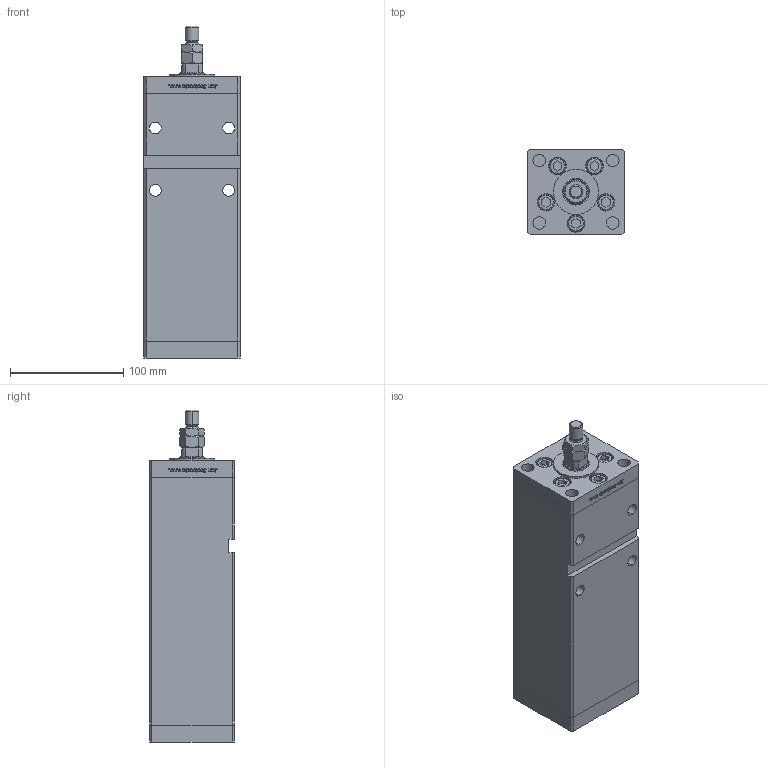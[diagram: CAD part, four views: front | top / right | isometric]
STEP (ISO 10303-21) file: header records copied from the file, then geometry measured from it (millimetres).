
FILE_DESCRIPTION (( 'STEP AP203' ), '1' );
FILE_NAME ('d0d6.STEP', '2022-04-14T22:15:17', ( '' ), ( '' ), 'SwSTEP 2.0', 'SolidWorks 2019', '' );
FILE_SCHEMA (( 'CONFIG_CONTROL_DESIGN' ));
Length unit declared in the file: millimetre
Products named in the file (7): V220C_VC_E c96a46d18ece5d560bc6d53405ea15a1; V220C_FRONT_E c96a46d18ece5d560bc6d53405ea15a1; MTA c96a46d18ece5d560bc6d53405ea15a1; ALLEN BOLT c96a46d18ece5d560bc6d53405ea15a1; V220C_E MIDDLE c96a46d18ece5d560bc6d53405ea15a1; V220C BACK_E c96a46d18ece5d560bc6d53405ea15a1; d0d6
Assembly tree (15 placements, depth 2):
  d0d6
    V220C BACK_E c96a46d18ece5d560bc6d53405ea15a1
    V220C_E MIDDLE c96a46d18ece5d560bc6d53405ea15a1
    V220C_FRONT_E c96a46d18ece5d560bc6d53405ea15a1
    ALLEN BOLT c96a46d18ece5d560bc6d53405ea15a1  x10
    V220C_VC_E c96a46d18ece5d560bc6d53405ea15a1
    MTA c96a46d18ece5d560bc6d53405ea15a1
Bounding box: 85 x 75 x 293 mm (x, y, z)
Volume: 1348245.4 mm3; surface area: 211519.1 mm2
Topology: 15 solids, 15 shells, 1263 faces, 3147 edges, 2053 vertices
Faces by surface type: plane 490, bspline 484, cylinder 169, cone 74, torus 46
Entity records: 54820 total; most frequent: CARTESIAN_POINT 30992, ORIENTED_EDGE 5462, DIRECTION 3217, EDGE_CURVE 2731, VERTEX_POINT 1801, VECTOR 1381, LINE 1381, EDGE_LOOP 1238
